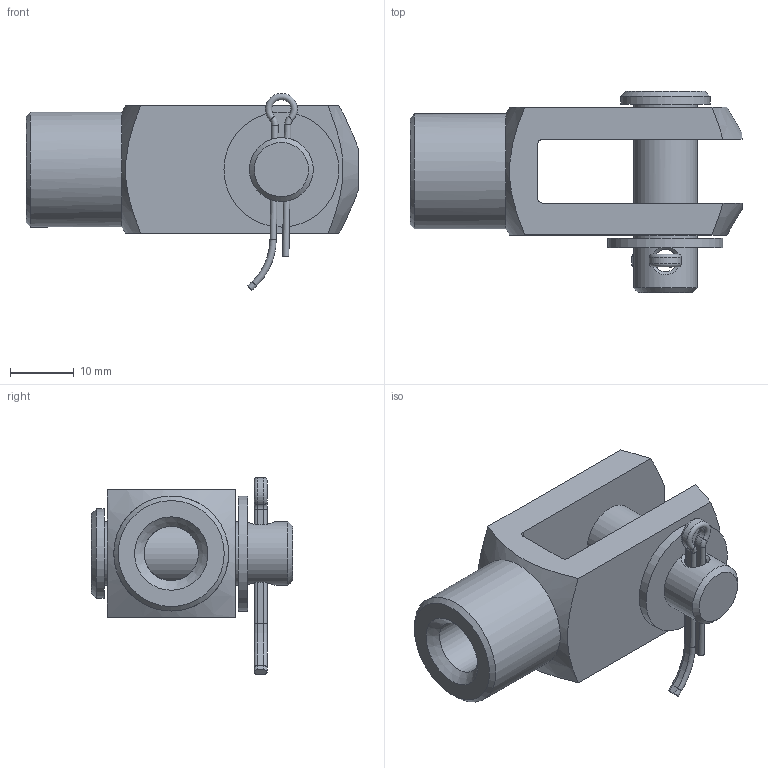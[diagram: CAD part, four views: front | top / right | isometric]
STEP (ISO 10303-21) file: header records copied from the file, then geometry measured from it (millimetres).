
FILE_DESCRIPTION(/* description */ (''),/* implementation_level */ '2;1');
FILE_NAME(/* name */ 'M10 RVS 304 gaffel met borgclip.stp',/* time_stamp */ '2018-12-04T11:00:09+01:00',/* author */ ('Johannes'),/* organization */ (''),/* preprocessor_version */ 'ST-DEVELOPER v15.6',/* originating_system */ 'Autodesk Inventor 2015',/* authorisation */ '');
FILE_SCHEMA (('AUTOMOTIVE_DESIGN { 1 0 10303 214 3 1 1 }'));
Length unit declared in the file: millimetre
Products named in the file (1): M10 RVS 304 gaffel met borgclip
Bounding box: 52 x 31.5 x 30.87 mm (x, y, z)
Volume: 12570.3 mm3; surface area: 7450.3 mm2
Topology: 4 solids, 4 shells, 70 faces, 156 edges, 94 vertices
Faces by surface type: cylinder 25, plane 20, torus 10, cone 9, bspline 6
Full cylindrical faces by diameter (mm): 3.5 x1, 8.5 x1, 10 x4, 14 x1, 18 x2
Entity records: 2497 total; most frequent: CARTESIAN_POINT 1020, DIRECTION 314, ORIENTED_EDGE 270, AXIS2_PLACEMENT_3D 138, EDGE_CURVE 135, EDGE_LOOP 96, VERTEX_POINT 89, FACE_OUTER_BOUND 70
